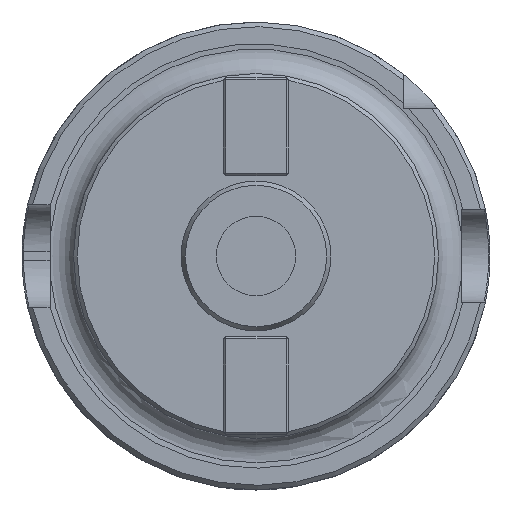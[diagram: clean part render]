
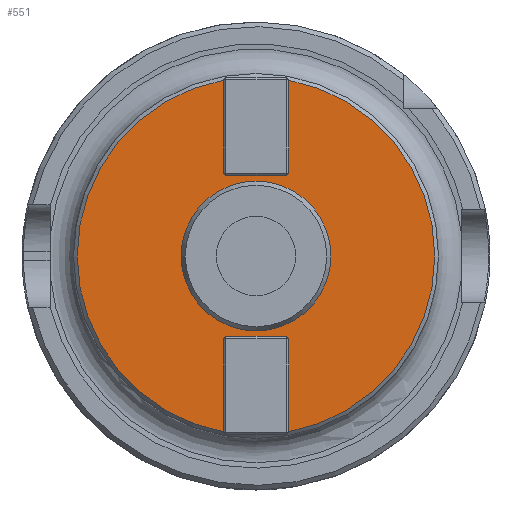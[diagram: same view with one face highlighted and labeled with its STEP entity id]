
A CAD part, left-side view. The second image highlights one B-rep face of the part: STEP entity #551.
In plain terms, the highlighted planar face has unit normal (-1, 0, 0).
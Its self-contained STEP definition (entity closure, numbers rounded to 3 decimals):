
#242=LINE('',#3878,#367);
#243=LINE('',#3881,#368);
#244=LINE('',#3882,#369);
#245=LINE('',#3884,#370);
#246=LINE('',#3886,#371);
#247=LINE('',#3888,#372);
#248=LINE('',#3890,#373);
#249=LINE('',#3891,#374);
#250=LINE('',#3893,#375);
#251=LINE('',#3895,#376);
#367=VECTOR('',#2525,1.);
#368=VECTOR('',#2526,1.);
#369=VECTOR('',#2527,1.);
#370=VECTOR('',#2528,1.);
#371=VECTOR('',#2529,1.);
#372=VECTOR('',#2530,1.);
#373=VECTOR('',#2531,1.);
#374=VECTOR('',#2532,1.);
#375=VECTOR('',#2533,1.);
#376=VECTOR('',#2534,1.);
#460=FACE_BOUND('',#849,.T.);
#461=FACE_BOUND('',#850,.T.);
#551=ADVANCED_FACE('',(#460,#461),#626,.F.);
#626=PLANE('',#2143);
#849=EDGE_LOOP('',(#1288));
#850=EDGE_LOOP('',(#1289,#1290,#1291,#1292,#1293,#1294,#1295,#1296,#1297,
#1298,#1299,#1300));
#1288=ORIENTED_EDGE('',*,*,#1857,.F.);
#1289=ORIENTED_EDGE('',*,*,#1858,.T.);
#1290=ORIENTED_EDGE('',*,*,#1859,.T.);
#1291=ORIENTED_EDGE('',*,*,#1845,.T.);
#1292=ORIENTED_EDGE('',*,*,#1860,.T.);
#1293=ORIENTED_EDGE('',*,*,#1861,.T.);
#1294=ORIENTED_EDGE('',*,*,#1862,.T.);
#1295=ORIENTED_EDGE('',*,*,#1863,.T.);
#1296=ORIENTED_EDGE('',*,*,#1864,.T.);
#1297=ORIENTED_EDGE('',*,*,#1851,.T.);
#1298=ORIENTED_EDGE('',*,*,#1865,.T.);
#1299=ORIENTED_EDGE('',*,*,#1866,.T.);
#1300=ORIENTED_EDGE('',*,*,#1867,.T.);
#1600=VERTEX_POINT('',#3818);
#1601=VERTEX_POINT('',#3819);
#1606=VERTEX_POINT('',#3846);
#1607=VERTEX_POINT('',#3848);
#1612=VERTEX_POINT('',#3877);
#1613=VERTEX_POINT('',#3879);
#1614=VERTEX_POINT('',#3880);
#1615=VERTEX_POINT('',#3883);
#1616=VERTEX_POINT('',#3885);
#1617=VERTEX_POINT('',#3887);
#1618=VERTEX_POINT('',#3889);
#1619=VERTEX_POINT('',#3892);
#1620=VERTEX_POINT('',#3894);
#1845=EDGE_CURVE('',#1600,#1601,#1989,.T.);
#1851=EDGE_CURVE('',#1607,#1606,#1990,.T.);
#1857=EDGE_CURVE('',#1612,#1612,#1991,.T.);
#1858=EDGE_CURVE('',#1613,#1614,#242,.T.);
#1859=EDGE_CURVE('',#1614,#1600,#243,.T.);
#1860=EDGE_CURVE('',#1601,#1615,#244,.T.);
#1861=EDGE_CURVE('',#1615,#1616,#245,.T.);
#1862=EDGE_CURVE('',#1616,#1617,#246,.T.);
#1863=EDGE_CURVE('',#1617,#1618,#247,.T.);
#1864=EDGE_CURVE('',#1618,#1607,#248,.T.);
#1865=EDGE_CURVE('',#1606,#1619,#249,.T.);
#1866=EDGE_CURVE('',#1619,#1620,#250,.T.);
#1867=EDGE_CURVE('',#1620,#1613,#251,.T.);
#1989=CIRCLE('',#2139,38.2);
#1990=CIRCLE('',#2140,38.2);
#1991=CIRCLE('',#2142,16.);
#2139=AXIS2_PLACEMENT_3D('',#3817,#2517,#2518);
#2140=AXIS2_PLACEMENT_3D('',#3847,#2519,#2520);
#2142=AXIS2_PLACEMENT_3D('',#3876,#2523,#2524);
#2143=AXIS2_PLACEMENT_3D('',#3896,#2535,#2536);
#2517=DIRECTION('',(-1.,0.,0.));
#2518=DIRECTION('',(0.,0.,-1.));
#2519=DIRECTION('',(-1.,0.,0.));
#2520=DIRECTION('',(0.,0.,-1.));
#2523=DIRECTION('',(-1.,0.,0.));
#2524=DIRECTION('',(0.,0.,-1.));
#2525=DIRECTION('',(0.,-0.707,-0.707));
#2526=DIRECTION('',(0.,0.,-1.));
#2527=DIRECTION('',(0.,0.,-1.));
#2528=DIRECTION('',(0.,0.707,-0.707));
#2529=DIRECTION('',(0.,1.,0.));
#2530=DIRECTION('',(0.,0.707,0.707));
#2531=DIRECTION('',(0.,0.,1.));
#2532=DIRECTION('',(0.,0.,1.));
#2533=DIRECTION('',(0.,-0.707,0.707));
#2534=DIRECTION('',(0.,-1.,0.));
#2535=DIRECTION('',(1.,0.,0.));
#2536=DIRECTION('',(0.,0.,-1.));
#3817=CARTESIAN_POINT('',(24.,0.,0.));
#3818=CARTESIAN_POINT('',(24.,-7.,-37.553));
#3819=CARTESIAN_POINT('',(24.,-7.,37.553));
#3846=CARTESIAN_POINT('',(24.,7.,-37.553));
#3847=CARTESIAN_POINT('',(24.,0.,0.));
#3848=CARTESIAN_POINT('',(24.,7.,37.553));
#3876=CARTESIAN_POINT('',(24.,0.,0.));
#3877=CARTESIAN_POINT('',(24.,0.,-16.));
#3878=CARTESIAN_POINT('',(24.,14.237,3.537));
#3879=CARTESIAN_POINT('',(24.,-6.5,-17.2));
#3880=CARTESIAN_POINT('',(24.,-7.,-17.7));
#3881=CARTESIAN_POINT('',(24.,-7.,17.775));
#3882=CARTESIAN_POINT('',(24.,-7.,17.775));
#3883=CARTESIAN_POINT('',(24.,-7.,17.7));
#3884=CARTESIAN_POINT('',(24.,-3.537,14.237));
#3885=CARTESIAN_POINT('',(24.,-6.5,17.2));
#3886=CARTESIAN_POINT('',(24.,0.,17.2));
#3887=CARTESIAN_POINT('',(24.,6.5,17.2));
#3888=CARTESIAN_POINT('',(24.,3.537,14.237));
#3889=CARTESIAN_POINT('',(24.,7.,17.7));
#3890=CARTESIAN_POINT('',(24.,7.,17.775));
#3891=CARTESIAN_POINT('',(24.,7.,17.775));
#3892=CARTESIAN_POINT('',(24.,7.,-17.7));
#3893=CARTESIAN_POINT('',(24.,-14.237,3.537));
#3894=CARTESIAN_POINT('',(24.,6.5,-17.2));
#3895=CARTESIAN_POINT('',(24.,0.,-17.2));
#3896=CARTESIAN_POINT('',(24.,0.,17.775));
